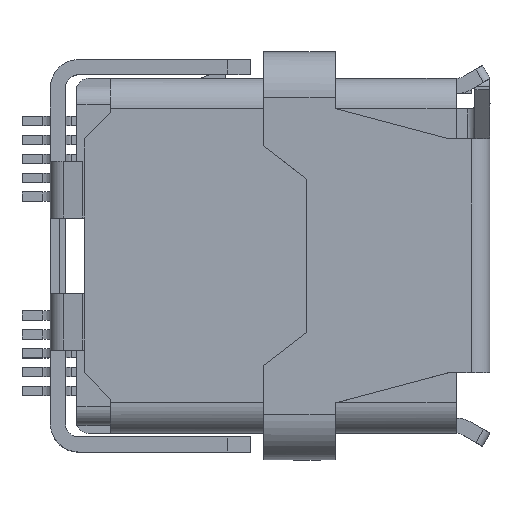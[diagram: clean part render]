
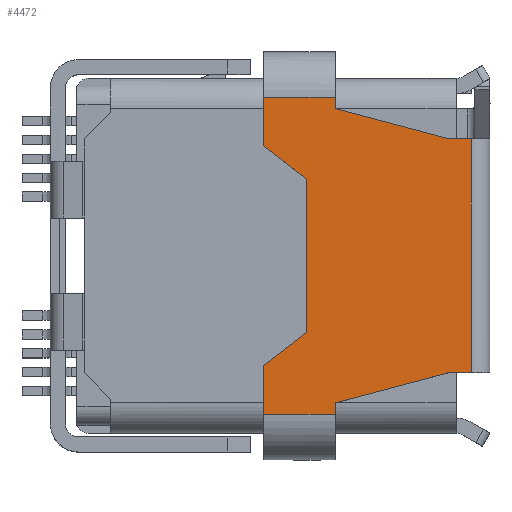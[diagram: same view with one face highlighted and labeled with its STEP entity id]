
A CAD part, top view. The second image highlights one B-rep face of the part: STEP entity #4472.
In plain terms, the highlighted planar face has unit normal (0, 0, 1).
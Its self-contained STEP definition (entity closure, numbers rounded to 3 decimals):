
#3795=B_SPLINE_CURVE_WITH_KNOTS('',3,(#19439,#19440,#19441,#19442),
 .UNSPECIFIED.,.F.,.F.,(4,4),(0.,1.),.UNSPECIFIED.);
#3798=B_SPLINE_CURVE_WITH_KNOTS('',3,(#19458,#19459,#19460,#19461),
 .UNSPECIFIED.,.F.,.F.,(4,4),(0.,1.),.UNSPECIFIED.);
#3803=B_SPLINE_CURVE_WITH_KNOTS('',3,(#19485,#19486,#19487,#19488),
 .UNSPECIFIED.,.F.,.F.,(4,4),(0.,1.),.UNSPECIFIED.);
#3807=B_SPLINE_CURVE_WITH_KNOTS('',3,(#19505,#19506,#19507,#19508),
 .UNSPECIFIED.,.F.,.F.,(4,4),(0.,1.),.UNSPECIFIED.);
#3810=B_SPLINE_CURVE_WITH_KNOTS('',3,(#19520,#19521,#19522,#19523),
 .UNSPECIFIED.,.F.,.F.,(4,4),(0.,1.),.UNSPECIFIED.);
#3813=B_SPLINE_CURVE_WITH_KNOTS('',3,(#19535,#19536,#19537,#19538),
 .UNSPECIFIED.,.F.,.F.,(4,4),(0.,1.),.UNSPECIFIED.);
#3815=B_SPLINE_CURVE_WITH_KNOTS('',3,(#19545,#19546,#19547,#19548),
 .UNSPECIFIED.,.F.,.F.,(4,4),(0.,1.),.UNSPECIFIED.);
#3820=B_SPLINE_CURVE_WITH_KNOTS('',3,(#19571,#19572,#19573,#19574),
 .UNSPECIFIED.,.F.,.F.,(4,4),(0.,1.),.UNSPECIFIED.);
#3825=B_SPLINE_CURVE_WITH_KNOTS('',3,(#19596,#19597,#19598,#19599),
 .UNSPECIFIED.,.F.,.F.,(4,4),(0.,1.),.UNSPECIFIED.);
#3870=B_SPLINE_CURVE_WITH_KNOTS('',3,(#19836,#19837,#19838,#19839),
 .UNSPECIFIED.,.F.,.F.,(4,4),(0.,1.),.UNSPECIFIED.);
#3873=B_SPLINE_CURVE_WITH_KNOTS('',3,(#19851,#19852,#19853,#19854),
 .UNSPECIFIED.,.F.,.F.,(4,4),(0.,1.),.UNSPECIFIED.);
#3874=B_SPLINE_CURVE_WITH_KNOTS('',3,(#19856,#19857,#19858,#19859),
 .UNSPECIFIED.,.F.,.F.,(4,4),(0.,1.),.UNSPECIFIED.);
#3875=B_SPLINE_CURVE_WITH_KNOTS('',3,(#19861,#19862,#19863,#19864),
 .UNSPECIFIED.,.F.,.F.,(4,4),(0.,1.),.UNSPECIFIED.);
#3876=B_SPLINE_CURVE_WITH_KNOTS('',3,(#19866,#19867,#19868,#19869),
 .UNSPECIFIED.,.F.,.F.,(4,4),(0.,1.),.UNSPECIFIED.);
#4472=ADVANCED_FACE('',(#5410),#4959,.T.);
#4959=PLANE('',#14550);
#5410=FACE_OUTER_BOUND('',#5963,.T.);
#5963=EDGE_LOOP('',(#7349,#7350,#7351,#7352,#7353,#7354,#7355,#7356,#7357,
#7358,#7359,#7360,#7361,#7362));
#7349=ORIENTED_EDGE('',*,*,#11149,.T.);
#7350=ORIENTED_EDGE('',*,*,#11145,.T.);
#7351=ORIENTED_EDGE('',*,*,#11137,.T.);
#7352=ORIENTED_EDGE('',*,*,#11167,.T.);
#7353=ORIENTED_EDGE('',*,*,#11223,.F.);
#7354=ORIENTED_EDGE('',*,*,#11224,.F.);
#7355=ORIENTED_EDGE('',*,*,#11225,.F.);
#7356=ORIENTED_EDGE('',*,*,#11226,.F.);
#7357=ORIENTED_EDGE('',*,*,#11220,.T.);
#7358=ORIENTED_EDGE('',*,*,#11162,.T.);
#7359=ORIENTED_EDGE('',*,*,#11140,.T.);
#7360=ORIENTED_EDGE('',*,*,#11157,.T.);
#7361=ORIENTED_EDGE('',*,*,#11155,.T.);
#7362=ORIENTED_EDGE('',*,*,#11152,.T.);
#9935=VERTEX_POINT('',#19438);
#9936=VERTEX_POINT('',#19443);
#9937=VERTEX_POINT('',#19457);
#9938=VERTEX_POINT('',#19462);
#9941=VERTEX_POINT('',#19489);
#9944=VERTEX_POINT('',#19509);
#9946=VERTEX_POINT('',#19524);
#9948=VERTEX_POINT('',#19539);
#9951=VERTEX_POINT('',#19575);
#9954=VERTEX_POINT('',#19595);
#9981=VERTEX_POINT('',#19840);
#9983=VERTEX_POINT('',#19855);
#9984=VERTEX_POINT('',#19860);
#9985=VERTEX_POINT('',#19865);
#11137=EDGE_CURVE('',#9936,#9935,#3795,.T.);
#11140=EDGE_CURVE('',#9938,#9937,#3798,.T.);
#11145=EDGE_CURVE('',#9941,#9936,#3803,.T.);
#11149=EDGE_CURVE('',#9944,#9941,#3807,.T.);
#11152=EDGE_CURVE('',#9946,#9944,#3810,.T.);
#11155=EDGE_CURVE('',#9948,#9946,#3813,.T.);
#11157=EDGE_CURVE('',#9937,#9948,#3815,.T.);
#11162=EDGE_CURVE('',#9951,#9938,#3820,.T.);
#11167=EDGE_CURVE('',#9935,#9954,#3825,.T.);
#11220=EDGE_CURVE('',#9981,#9951,#3870,.T.);
#11223=EDGE_CURVE('',#9983,#9954,#3873,.T.);
#11224=EDGE_CURVE('',#9984,#9983,#3874,.T.);
#11225=EDGE_CURVE('',#9985,#9984,#3875,.T.);
#11226=EDGE_CURVE('',#9981,#9985,#3876,.T.);
#14550=AXIS2_PLACEMENT_3D('',#19870,#15628,#15629);
#15628=DIRECTION('',(0.,0.,1.));
#15629=DIRECTION('',(1.,0.,0.));
#19438=CARTESIAN_POINT('',(0.05,-4.4,3.1));
#19439=CARTESIAN_POINT('',(-1.85,-4.4,3.1));
#19440=CARTESIAN_POINT('',(-1.217,-4.4,3.1));
#19441=CARTESIAN_POINT('',(-0.583,-4.4,3.1));
#19442=CARTESIAN_POINT('',(0.05,-4.4,3.1));
#19443=CARTESIAN_POINT('',(-1.85,-4.4,3.1));
#19457=CARTESIAN_POINT('',(-1.85,4.,3.1));
#19458=CARTESIAN_POINT('',(0.05,4.,3.1));
#19459=CARTESIAN_POINT('',(-0.583,4.,3.1));
#19460=CARTESIAN_POINT('',(-1.217,4.,3.1));
#19461=CARTESIAN_POINT('',(-1.85,4.,3.1));
#19462=CARTESIAN_POINT('',(0.05,4.,3.1));
#19485=CARTESIAN_POINT('',(-1.85,-3.115,3.1));
#19486=CARTESIAN_POINT('',(-1.85,-3.544,3.1));
#19487=CARTESIAN_POINT('',(-1.85,-3.972,3.1));
#19488=CARTESIAN_POINT('',(-1.85,-4.4,3.1));
#19489=CARTESIAN_POINT('',(-1.85,-3.115,3.1));
#19505=CARTESIAN_POINT('',(-0.7,-2.231,3.1));
#19506=CARTESIAN_POINT('',(-1.083,-2.526,3.1));
#19507=CARTESIAN_POINT('',(-1.467,-2.821,3.1));
#19508=CARTESIAN_POINT('',(-1.85,-3.115,3.1));
#19509=CARTESIAN_POINT('',(-0.7,-2.231,3.1));
#19520=CARTESIAN_POINT('',(-0.7,1.831,3.1));
#19521=CARTESIAN_POINT('',(-0.7,0.477,3.1));
#19522=CARTESIAN_POINT('',(-0.7,-0.877,3.1));
#19523=CARTESIAN_POINT('',(-0.7,-2.231,3.1));
#19524=CARTESIAN_POINT('',(-0.7,1.831,3.1));
#19535=CARTESIAN_POINT('',(-1.85,2.715,3.1));
#19536=CARTESIAN_POINT('',(-1.467,2.421,3.1));
#19537=CARTESIAN_POINT('',(-1.083,2.126,3.1));
#19538=CARTESIAN_POINT('',(-0.7,1.831,3.1));
#19539=CARTESIAN_POINT('',(-1.85,2.715,3.1));
#19545=CARTESIAN_POINT('',(-1.85,4.,3.1));
#19546=CARTESIAN_POINT('',(-1.85,3.572,3.1));
#19547=CARTESIAN_POINT('',(-1.85,3.144,3.1));
#19548=CARTESIAN_POINT('',(-1.85,2.715,3.1));
#19571=CARTESIAN_POINT('',(0.05,3.7,3.1));
#19572=CARTESIAN_POINT('',(0.05,3.8,3.1));
#19573=CARTESIAN_POINT('',(0.05,3.9,3.1));
#19574=CARTESIAN_POINT('',(0.05,4.,3.1));
#19575=CARTESIAN_POINT('',(0.05,3.7,3.1));
#19595=CARTESIAN_POINT('',(0.05,-4.1,3.1));
#19596=CARTESIAN_POINT('',(0.05,-4.4,3.1));
#19597=CARTESIAN_POINT('',(0.05,-4.3,3.1));
#19598=CARTESIAN_POINT('',(0.05,-4.2,3.1));
#19599=CARTESIAN_POINT('',(0.05,-4.1,3.1));
#19836=CARTESIAN_POINT('',(3.05,2.9,3.1));
#19837=CARTESIAN_POINT('',(2.05,3.167,3.1));
#19838=CARTESIAN_POINT('',(1.05,3.433,3.1));
#19839=CARTESIAN_POINT('',(0.05,3.7,3.1));
#19840=CARTESIAN_POINT('',(3.05,2.9,3.1));
#19851=CARTESIAN_POINT('',(3.05,-3.3,3.1));
#19852=CARTESIAN_POINT('',(2.05,-3.567,3.1));
#19853=CARTESIAN_POINT('',(1.05,-3.833,3.1));
#19854=CARTESIAN_POINT('',(0.05,-4.1,3.1));
#19855=CARTESIAN_POINT('',(3.05,-3.3,3.1));
#19856=CARTESIAN_POINT('',(3.65,-3.3,3.1));
#19857=CARTESIAN_POINT('',(3.45,-3.3,3.1));
#19858=CARTESIAN_POINT('',(3.25,-3.3,3.1));
#19859=CARTESIAN_POINT('',(3.05,-3.3,3.1));
#19860=CARTESIAN_POINT('',(3.65,-3.3,3.1));
#19861=CARTESIAN_POINT('',(3.65,2.9,3.1));
#19862=CARTESIAN_POINT('',(3.65,0.833,3.1));
#19863=CARTESIAN_POINT('',(3.65,-1.233,3.1));
#19864=CARTESIAN_POINT('',(3.65,-3.3,3.1));
#19865=CARTESIAN_POINT('',(3.65,2.9,3.1));
#19866=CARTESIAN_POINT('',(3.05,2.9,3.1));
#19867=CARTESIAN_POINT('',(3.25,2.9,3.1));
#19868=CARTESIAN_POINT('',(3.45,2.9,3.1));
#19869=CARTESIAN_POINT('',(3.65,2.9,3.1));
#19870=CARTESIAN_POINT('',(0.75,-0.7,3.1));
